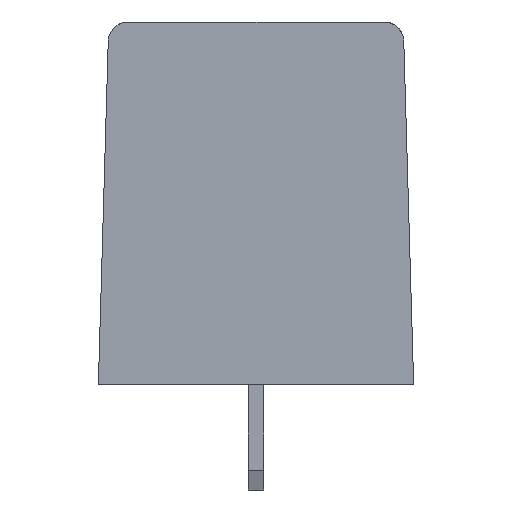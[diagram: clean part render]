
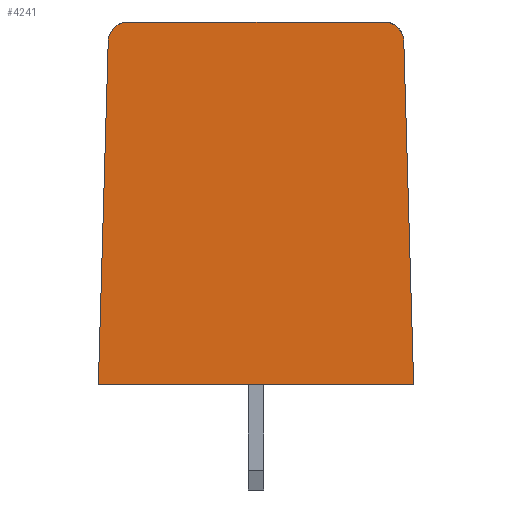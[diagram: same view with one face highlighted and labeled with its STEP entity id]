
A CAD part, left-side view. The second image highlights one B-rep face of the part: STEP entity #4241.
In plain terms, the highlighted planar face has unit normal (-1, 0, 0).
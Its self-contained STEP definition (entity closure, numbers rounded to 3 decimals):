
#4109 = VERTEX_POINT('',#4110);
#4110 = CARTESIAN_POINT('',(-0.625,6.5,18.4));
#4116 = EDGE_CURVE('',#4109,#4117,#4119,.T.);
#4117 = VERTEX_POINT('',#4118);
#4118 = CARTESIAN_POINT('',(-0.625,-6.5,18.4));
#4119 = LINE('',#4120,#4121);
#4120 = CARTESIAN_POINT('',(-0.625,8.,18.4));
#4121 = VECTOR('',#4122,1.);
#4122 = DIRECTION('',(0.,-1.,0.));
#4156 = VERTEX_POINT('',#4157);
#4157 = CARTESIAN_POINT('',(-0.625,7.5,17.429));
#4163 = EDGE_CURVE('',#4156,#4109,#4164,.T.);
#4164 = CIRCLE('',#4165,1.);
#4165 = AXIS2_PLACEMENT_3D('',#4166,#4167,#4168);
#4166 = CARTESIAN_POINT('',(-0.625,6.5,17.4));
#4167 = DIRECTION('',(1.,0.,0.));
#4168 = DIRECTION('',(0.,1.,0.));
#4222 = EDGE_CURVE('',#4117,#4223,#4225,.T.);
#4223 = VERTEX_POINT('',#4224);
#4224 = CARTESIAN_POINT('',(-0.625,-7.5,17.429));
#4225 = CIRCLE('',#4226,1.);
#4226 = AXIS2_PLACEMENT_3D('',#4227,#4228,#4229);
#4227 = CARTESIAN_POINT('',(-0.625,-6.5,17.4));
#4228 = DIRECTION('',(1.,0.,0.));
#4229 = DIRECTION('',(0.,1.,0.));
#4241 = ADVANCED_FACE('',(#4242),#4269,.T.);
#4242 = FACE_BOUND('',#4243,.T.);
#4243 = EDGE_LOOP('',(#4244,#4252,#4260,#4266,#4267,#4268));
#4244 = ORIENTED_EDGE('',*,*,#4245,.F.);
#4245 = EDGE_CURVE('',#4246,#4156,#4248,.T.);
#4246 = VERTEX_POINT('',#4247);
#4247 = CARTESIAN_POINT('',(-0.625,8.,0.));
#4248 = LINE('',#4249,#4250);
#4249 = CARTESIAN_POINT('',(-0.625,7.75,8.714));
#4250 = VECTOR('',#4251,1.);
#4251 = DIRECTION('',(0.,-0.029,1.));
#4252 = ORIENTED_EDGE('',*,*,#4253,.T.);
#4253 = EDGE_CURVE('',#4246,#4254,#4256,.T.);
#4254 = VERTEX_POINT('',#4255);
#4255 = CARTESIAN_POINT('',(-0.625,-8.,0.));
#4256 = LINE('',#4257,#4258);
#4257 = CARTESIAN_POINT('',(-0.625,8.,0.));
#4258 = VECTOR('',#4259,1.);
#4259 = DIRECTION('',(0.,-1.,0.));
#4260 = ORIENTED_EDGE('',*,*,#4261,.F.);
#4261 = EDGE_CURVE('',#4223,#4254,#4262,.T.);
#4262 = LINE('',#4263,#4264);
#4263 = CARTESIAN_POINT('',(-0.625,-7.993,0.229));
#4264 = VECTOR('',#4265,1.);
#4265 = DIRECTION('',(0.,-0.029,-1.));
#4266 = ORIENTED_EDGE('',*,*,#4222,.F.);
#4267 = ORIENTED_EDGE('',*,*,#4116,.F.);
#4268 = ORIENTED_EDGE('',*,*,#4163,.F.);
#4269 = PLANE('',#4270);
#4270 = AXIS2_PLACEMENT_3D('',#4271,#4272,#4273);
#4271 = CARTESIAN_POINT('',(-0.625,8.,0.));
#4272 = DIRECTION('',(-1.,0.,0.));
#4273 = DIRECTION('',(0.,0.,1.));
